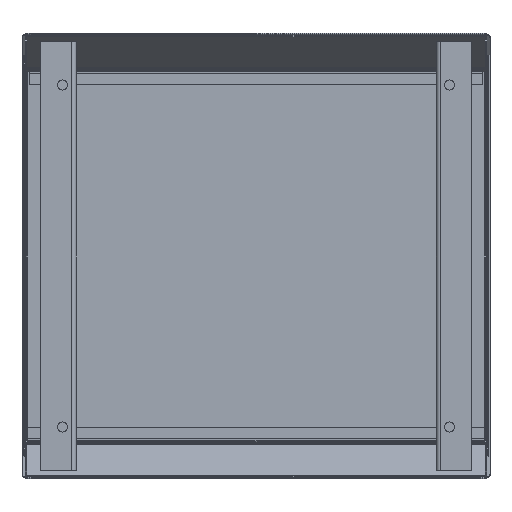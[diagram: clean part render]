
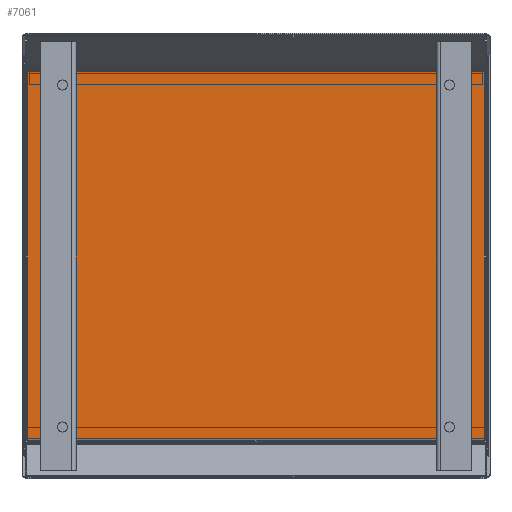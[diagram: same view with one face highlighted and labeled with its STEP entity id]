
A CAD part, front view. The second image highlights one B-rep face of the part: STEP entity #7061.
In plain terms, the highlighted planar face has unit normal (0, -1, 0).
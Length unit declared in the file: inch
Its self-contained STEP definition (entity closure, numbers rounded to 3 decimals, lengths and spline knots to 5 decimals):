
#310 = LINE ( 'NONE', #5269, #5940 ) ;
#332 = VERTEX_POINT ( 'NONE', #6396 ) ;
#637 = DIRECTION ( 'NONE',  ( -1., 0., 0. ) ) ;
#671 = CARTESIAN_POINT ( 'NONE',  ( -12.6778, 0., 10.245 ) ) ;
#805 = LINE ( 'NONE', #1526, #7234 ) ;
#940 = VERTEX_POINT ( 'NONE', #4428 ) ;
#970 = DIRECTION ( 'NONE',  ( 1., 0., 0. ) ) ;
#1526 = CARTESIAN_POINT ( 'NONE',  ( -12.6778, 0., 10.245 ) ) ;
#1679 = VECTOR ( 'NONE', #637, 39.37008 ) ;
#1746 = ORIENTED_EDGE ( 'NONE', *, *, #5392, .F. ) ;
#2341 = CARTESIAN_POINT ( 'NONE',  ( -12.6778, 0., -10.245 ) ) ;
#2502 = VERTEX_POINT ( 'NONE', #5930 ) ;
#2910 = EDGE_CURVE ( 'NONE', #2502, #9093, #805, .T. ) ;
#3059 = VECTOR ( 'NONE', #4749, 39.37008 ) ;
#3328 = CARTESIAN_POINT ( 'NONE',  ( -12.6778, 0., 10.245 ) ) ;
#3400 = DIRECTION ( 'NONE',  ( 1., 0., 0. ) ) ;
#3585 = DIRECTION ( 'NONE',  ( 0., 0., 1. ) ) ;
#3724 = ORIENTED_EDGE ( 'NONE', *, *, #9325, .F. ) ;
#3965 = VECTOR ( 'NONE', #8494, 39.37008 ) ;
#3987 = CARTESIAN_POINT ( 'NONE',  ( 12.6778, 0., 10.245 ) ) ;
#4007 = CARTESIAN_POINT ( 'NONE',  ( -12.6778, 0., 10.245 ) ) ;
#4394 = FACE_OUTER_BOUND ( 'NONE', #4771, .T. ) ;
#4428 = CARTESIAN_POINT ( 'NONE',  ( -12.6778, 0., 10.245 ) ) ;
#4749 = DIRECTION ( 'NONE',  ( 0., 0., 1. ) ) ;
#4771 = EDGE_LOOP ( 'NONE', ( #7989, #8158, #8091, #8679, #3724, #1746 ) ) ;
#5269 = CARTESIAN_POINT ( 'NONE',  ( -12.6778, 0., 10.245 ) ) ;
#5392 = EDGE_CURVE ( 'NONE', #332, #9156, #8630, .T. ) ;
#5572 = EDGE_CURVE ( 'NONE', #7386, #2502, #310, .T. ) ;
#5768 = VECTOR ( 'NONE', #3400, 39.37008 ) ;
#5930 = CARTESIAN_POINT ( 'NONE',  ( 12.6002, 0., 10.245 ) ) ;
#5940 = VECTOR ( 'NONE', #970, 39.37008 ) ;
#6084 = CARTESIAN_POINT ( 'NONE',  ( 12.6778, 0., 10.245 ) ) ;
#6396 = CARTESIAN_POINT ( 'NONE',  ( 12.6778, 0., -10.245 ) ) ;
#7061 = ADVANCED_FACE ( 'NONE', ( #4394 ), #8619, .F. ) ;
#7138 = AXIS2_PLACEMENT_3D ( 'NONE', #671, #8568, #3585 ) ;
#7234 = VECTOR ( 'NONE', #8661, 39.37008 ) ;
#7386 = VERTEX_POINT ( 'NONE', #7838 ) ;
#7705 = LINE ( 'NONE', #4007, #5768 ) ;
#7838 = CARTESIAN_POINT ( 'NONE',  ( -12.5998, 0., 10.245 ) ) ;
#7989 = ORIENTED_EDGE ( 'NONE', *, *, #9252, .F. ) ;
#8091 = ORIENTED_EDGE ( 'NONE', *, *, #5572, .F. ) ;
#8158 = ORIENTED_EDGE ( 'NONE', *, *, #2910, .F. ) ;
#8494 = DIRECTION ( 'NONE',  ( 0., 0., -1. ) ) ;
#8559 = EDGE_CURVE ( 'NONE', #940, #7386, #7705, .T. ) ;
#8568 = DIRECTION ( 'NONE',  ( 0., 1., 0. ) ) ;
#8579 = CARTESIAN_POINT ( 'NONE',  ( -12.6778, 0., -10.245 ) ) ;
#8619 = PLANE ( 'NONE',  #7138 ) ;
#8630 = LINE ( 'NONE', #8579, #1679 ) ;
#8661 = DIRECTION ( 'NONE',  ( 1., 0., 0. ) ) ;
#8679 = ORIENTED_EDGE ( 'NONE', *, *, #8559, .F. ) ;
#8888 = LINE ( 'NONE', #3328, #3059 ) ;
#9093 = VERTEX_POINT ( 'NONE', #6084 ) ;
#9156 = VERTEX_POINT ( 'NONE', #2341 ) ;
#9162 = LINE ( 'NONE', #3987, #3965 ) ;
#9252 = EDGE_CURVE ( 'NONE', #9093, #332, #9162, .T. ) ;
#9325 = EDGE_CURVE ( 'NONE', #9156, #940, #8888, .T. ) ;
